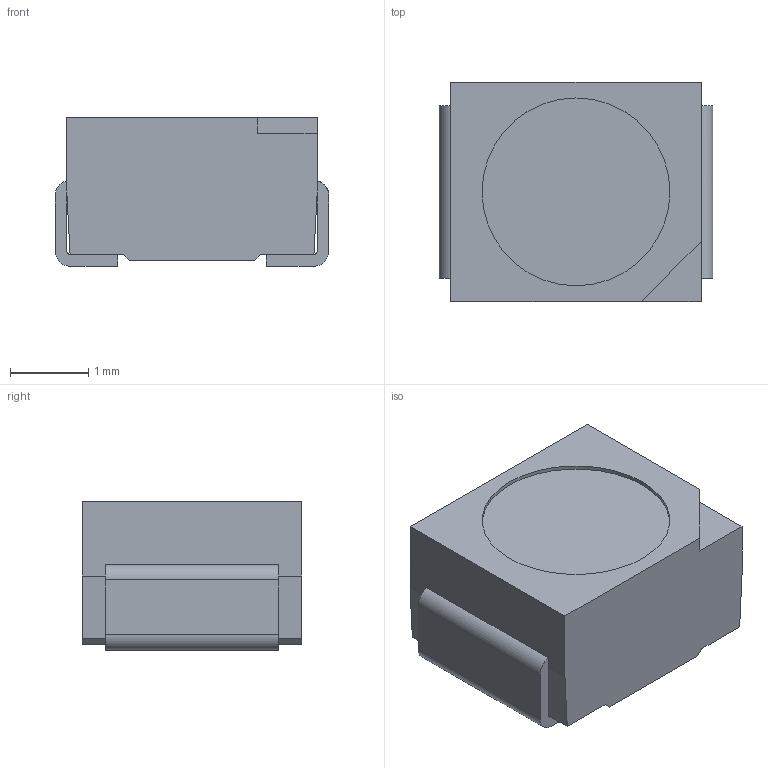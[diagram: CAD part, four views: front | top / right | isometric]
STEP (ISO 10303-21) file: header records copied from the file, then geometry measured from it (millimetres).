
FILE_DESCRIPTION (( 'STEP AP214' ), '1' );
FILE_NAME ('6FC7B23F-C645-448F-A7B7-80183FD77092.STEP', '2022-07-12T00:33:44', ( '' ), ( '' ), 'SwSTEP 2.0', 'SolidWorks 2022', '' );
FILE_SCHEMA (( 'AUTOMOTIVE_DESIGN' ));
Length unit declared in the file: millimetre
Products named in the file (1): 6FC7B23F-C645-448F-A7B7-80183FD77092
Bounding box: 3.5 x 2.8 x 1.9 mm (x, y, z)
Volume: 16.7 mm3; surface area: 49.3 mm2
Topology: 1 solids, 1 shells, 46 faces, 139 edges, 92 vertices
Faces by surface type: plane 33, cylinder 13
Entity records: 1986 total; most frequent: CARTESIAN_POINT 378, ORIENTED_EDGE 278, DIRECTION 215, EDGE_CURVE 139, VECTOR 101, LINE 101, VERTEX_POINT 92, AXIS2_PLACEMENT_3D 57
